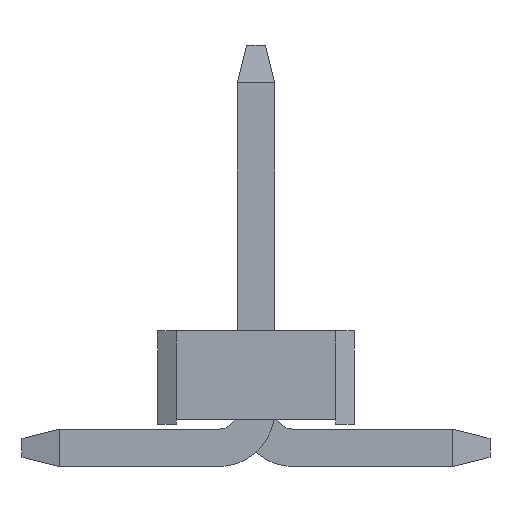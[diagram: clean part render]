
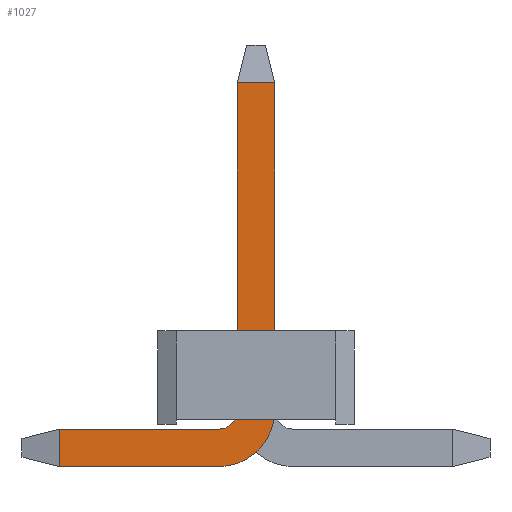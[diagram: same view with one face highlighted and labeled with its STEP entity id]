
A CAD part, front view. The second image highlights one B-rep face of the part: STEP entity #1027.
In plain terms, the highlighted planar face has unit normal (0, -1, 0).
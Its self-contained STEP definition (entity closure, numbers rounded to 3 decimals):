
#775 = EDGE_CURVE('',#776,#778,#780,.T.);
#776 = VERTEX_POINT('',#777);
#777 = CARTESIAN_POINT('',(-0.4,-0.835,0.4));
#778 = VERTEX_POINT('',#779);
#779 = CARTESIAN_POINT('',(-2.1,-0.835,0.4));
#780 = LINE('',#781,#782);
#781 = CARTESIAN_POINT('',(-0.4,-0.835,0.4));
#782 = VECTOR('',#783,1.);
#783 = DIRECTION('',(-1.,0.,0.));
#808 = VERTEX_POINT('',#809);
#809 = CARTESIAN_POINT('',(-0.4,-0.835,0.));
#815 = EDGE_CURVE('',#816,#808,#818,.T.);
#816 = VERTEX_POINT('',#817);
#817 = CARTESIAN_POINT('',(-2.1,-0.835,0.));
#818 = LINE('',#819,#820);
#819 = CARTESIAN_POINT('',(-2.5,-0.835,0.));
#820 = VECTOR('',#821,1.);
#821 = DIRECTION('',(1.,0.,0.));
#840 = VERTEX_POINT('',#841);
#841 = CARTESIAN_POINT('',(-0.2,-0.835,0.6));
#847 = EDGE_CURVE('',#776,#840,#848,.T.);
#848 = CIRCLE('',#849,0.2);
#849 = AXIS2_PLACEMENT_3D('',#850,#851,#852);
#850 = CARTESIAN_POINT('',(-0.4,-0.835,0.6));
#851 = DIRECTION('',(0.,-1.,0.));
#852 = DIRECTION('',(1.,0.,0.));
#865 = VERTEX_POINT('',#866);
#866 = CARTESIAN_POINT('',(0.2,-0.835,0.6));
#872 = EDGE_CURVE('',#808,#865,#873,.T.);
#873 = CIRCLE('',#874,0.6);
#874 = AXIS2_PLACEMENT_3D('',#875,#876,#877);
#875 = CARTESIAN_POINT('',(-0.4,-0.835,0.6));
#876 = DIRECTION('',(0.,-1.,0.));
#877 = DIRECTION('',(1.,0.,0.));
#887 = EDGE_CURVE('',#888,#840,#890,.T.);
#888 = VERTEX_POINT('',#889);
#889 = CARTESIAN_POINT('',(-0.2,-0.835,4.1));
#890 = LINE('',#891,#892);
#891 = CARTESIAN_POINT('',(-0.2,-0.835,4.5));
#892 = VECTOR('',#893,1.);
#893 = DIRECTION('',(0.,0.,-1.));
#912 = VERTEX_POINT('',#913);
#913 = CARTESIAN_POINT('',(0.2,-0.835,4.1));
#919 = EDGE_CURVE('',#865,#912,#920,.T.);
#920 = LINE('',#921,#922);
#921 = CARTESIAN_POINT('',(0.2,-0.835,0.6));
#922 = VECTOR('',#923,1.);
#923 = DIRECTION('',(0.,0.,1.));
#1027 = ADVANCED_FACE('',(#1028),#1048,.F.);
#1028 = FACE_BOUND('',#1029,.F.);
#1029 = EDGE_LOOP('',(#1030,#1031,#1037,#1038,#1039,#1040,#1046,#1047));
#1030 = ORIENTED_EDGE('',*,*,#815,.F.);
#1031 = ORIENTED_EDGE('',*,*,#1032,.F.);
#1032 = EDGE_CURVE('',#778,#816,#1033,.T.);
#1033 = LINE('',#1034,#1035);
#1034 = CARTESIAN_POINT('',(-2.1,-0.835,0.3));
#1035 = VECTOR('',#1036,1.);
#1036 = DIRECTION('',(0.,0.,-1.));
#1037 = ORIENTED_EDGE('',*,*,#775,.F.);
#1038 = ORIENTED_EDGE('',*,*,#847,.T.);
#1039 = ORIENTED_EDGE('',*,*,#887,.F.);
#1040 = ORIENTED_EDGE('',*,*,#1041,.F.);
#1041 = EDGE_CURVE('',#912,#888,#1042,.T.);
#1042 = LINE('',#1043,#1044);
#1043 = CARTESIAN_POINT('',(0.2,-0.835,4.1));
#1044 = VECTOR('',#1045,1.);
#1045 = DIRECTION('',(-1.,0.,0.));
#1046 = ORIENTED_EDGE('',*,*,#919,.F.);
#1047 = ORIENTED_EDGE('',*,*,#872,.F.);
#1048 = PLANE('',#1049);
#1049 = AXIS2_PLACEMENT_3D('',#1050,#1051,#1052);
#1050 = CARTESIAN_POINT('',(-0.513,-0.835,1.636));
#1051 = DIRECTION('',(0.,1.,0.));
#1052 = DIRECTION('',(0.,0.,1.));
